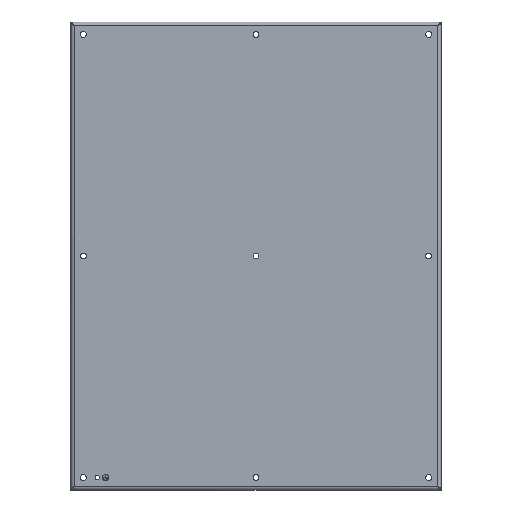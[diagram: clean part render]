
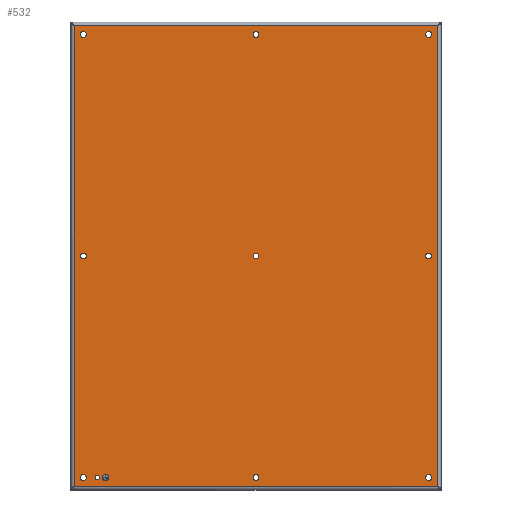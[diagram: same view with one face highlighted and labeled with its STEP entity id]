
A CAD part, top view. The second image highlights one B-rep face of the part: STEP entity #532.
In plain terms, the highlighted planar face has unit normal (0, 0, 1).
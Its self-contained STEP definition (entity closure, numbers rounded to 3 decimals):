
#54=AXIS2_PLACEMENT_3D('Circle Axis2P3D',#52,#53,$) ;
#298=AXIS2_PLACEMENT_3D('Circle Axis2P3D',#296,#297,$) ;
#312=AXIS2_PLACEMENT_3D('Plane Axis2P3D',#309,#310,#311) ;
#354=AXIS2_PLACEMENT_3D('Circle Axis2P3D',#352,#353,$) ;
#363=AXIS2_PLACEMENT_3D('Circle Axis2P3D',#361,#362,$) ;
#372=AXIS2_PLACEMENT_3D('Circle Axis2P3D',#370,#371,$) ;
#381=AXIS2_PLACEMENT_3D('Circle Axis2P3D',#379,#380,$) ;
#390=AXIS2_PLACEMENT_3D('Circle Axis2P3D',#388,#389,$) ;
#399=AXIS2_PLACEMENT_3D('Circle Axis2P3D',#397,#398,$) ;
#408=AXIS2_PLACEMENT_3D('Circle Axis2P3D',#406,#407,$) ;
#417=AXIS2_PLACEMENT_3D('Circle Axis2P3D',#415,#416,$) ;
#426=AXIS2_PLACEMENT_3D('Circle Axis2P3D',#424,#425,$) ;
#435=AXIS2_PLACEMENT_3D('Circle Axis2P3D',#433,#434,$) ;
#444=AXIS2_PLACEMENT_3D('Circle Axis2P3D',#442,#443,$) ;
#453=AXIS2_PLACEMENT_3D('Circle Axis2P3D',#451,#452,$) ;
#462=AXIS2_PLACEMENT_3D('Circle Axis2P3D',#460,#461,$) ;
#471=AXIS2_PLACEMENT_3D('Circle Axis2P3D',#469,#470,$) ;
#480=AXIS2_PLACEMENT_3D('Circle Axis2P3D',#478,#479,$) ;
#489=AXIS2_PLACEMENT_3D('Circle Axis2P3D',#487,#488,$) ;
#498=AXIS2_PLACEMENT_3D('Circle Axis2P3D',#496,#497,$) ;
#507=AXIS2_PLACEMENT_3D('Circle Axis2P3D',#505,#506,$) ;
#516=AXIS2_PLACEMENT_3D('Circle Axis2P3D',#514,#515,$) ;
#525=AXIS2_PLACEMENT_3D('Circle Axis2P3D',#523,#524,$) ;
#49=CARTESIAN_POINT('Vertex',(29.3,15.,12.)) ;
#52=CARTESIAN_POINT('Axis2P3D Location',(32.,15.,12.)) ;
#56=CARTESIAN_POINT('Vertex',(34.7,15.,12.)) ;
#296=CARTESIAN_POINT('Axis2P3D Location',(32.,15.,12.)) ;
#309=CARTESIAN_POINT('Axis2P3D Location',(223.5,282.5,12.)) ;
#314=CARTESIAN_POINT('Line Origine',(443.,282.5,12.)) ;
#318=CARTESIAN_POINT('Vertex',(443.,4.,12.)) ;
#320=CARTESIAN_POINT('Vertex',(443.,561.,12.)) ;
#323=CARTESIAN_POINT('Line Origine',(223.5,561.,12.)) ;
#327=CARTESIAN_POINT('Vertex',(4.,561.,12.)) ;
#330=CARTESIAN_POINT('Line Origine',(4.,282.5,12.)) ;
#334=CARTESIAN_POINT('Vertex',(4.,4.,12.)) ;
#337=CARTESIAN_POINT('Line Origine',(223.5,4.,12.)) ;
#352=CARTESIAN_POINT('Axis2P3D Location',(42.,15.,12.)) ;
#356=CARTESIAN_POINT('Vertex',(46.,15.,12.)) ;
#358=CARTESIAN_POINT('Vertex',(38.,15.,12.)) ;
#361=CARTESIAN_POINT('Axis2P3D Location',(42.,15.,12.)) ;
#370=CARTESIAN_POINT('Axis2P3D Location',(223.5,550.,12.)) ;
#374=CARTESIAN_POINT('Vertex',(227.1,550.,12.)) ;
#376=CARTESIAN_POINT('Vertex',(219.9,550.,12.)) ;
#379=CARTESIAN_POINT('Axis2P3D Location',(223.5,550.,12.)) ;
#388=CARTESIAN_POINT('Axis2P3D Location',(15.,550.,12.)) ;
#392=CARTESIAN_POINT('Vertex',(18.6,550.,12.)) ;
#394=CARTESIAN_POINT('Vertex',(11.4,550.,12.)) ;
#397=CARTESIAN_POINT('Axis2P3D Location',(15.,550.,12.)) ;
#406=CARTESIAN_POINT('Axis2P3D Location',(432.,550.,12.)) ;
#410=CARTESIAN_POINT('Vertex',(435.6,550.,12.)) ;
#412=CARTESIAN_POINT('Vertex',(428.4,550.,12.)) ;
#415=CARTESIAN_POINT('Axis2P3D Location',(432.,550.,12.)) ;
#424=CARTESIAN_POINT('Axis2P3D Location',(15.,282.5,12.)) ;
#428=CARTESIAN_POINT('Vertex',(18.6,282.5,12.)) ;
#430=CARTESIAN_POINT('Vertex',(11.4,282.5,12.)) ;
#433=CARTESIAN_POINT('Axis2P3D Location',(15.,282.5,12.)) ;
#442=CARTESIAN_POINT('Axis2P3D Location',(223.5,282.5,12.)) ;
#446=CARTESIAN_POINT('Vertex',(227.1,282.5,12.)) ;
#448=CARTESIAN_POINT('Vertex',(219.9,282.5,12.)) ;
#451=CARTESIAN_POINT('Axis2P3D Location',(223.5,282.5,12.)) ;
#460=CARTESIAN_POINT('Axis2P3D Location',(432.,282.5,12.)) ;
#464=CARTESIAN_POINT('Vertex',(435.6,282.5,12.)) ;
#466=CARTESIAN_POINT('Vertex',(428.4,282.5,12.)) ;
#469=CARTESIAN_POINT('Axis2P3D Location',(432.,282.5,12.)) ;
#478=CARTESIAN_POINT('Axis2P3D Location',(15.,15.,12.)) ;
#482=CARTESIAN_POINT('Vertex',(18.6,15.,12.)) ;
#484=CARTESIAN_POINT('Vertex',(11.4,15.,12.)) ;
#487=CARTESIAN_POINT('Axis2P3D Location',(15.,15.,12.)) ;
#496=CARTESIAN_POINT('Axis2P3D Location',(223.5,15.,12.)) ;
#500=CARTESIAN_POINT('Vertex',(227.1,15.,12.)) ;
#502=CARTESIAN_POINT('Vertex',(219.9,15.,12.)) ;
#505=CARTESIAN_POINT('Axis2P3D Location',(223.5,15.,12.)) ;
#514=CARTESIAN_POINT('Axis2P3D Location',(432.,15.,12.)) ;
#518=CARTESIAN_POINT('Vertex',(435.6,15.,12.)) ;
#520=CARTESIAN_POINT('Vertex',(428.4,15.,12.)) ;
#523=CARTESIAN_POINT('Axis2P3D Location',(432.,15.,12.)) ;
#53=DIRECTION('Axis2P3D Direction',(0.,0.,1.)) ;
#297=DIRECTION('Axis2P3D Direction',(0.,0.,1.)) ;
#310=DIRECTION('Axis2P3D Direction',(0.,0.,1.)) ;
#311=DIRECTION('Axis2P3D XDirection',(1.,0.,0.)) ;
#315=DIRECTION('Vector Direction',(0.,1.,0.)) ;
#324=DIRECTION('Vector Direction',(-1.,0.,0.)) ;
#331=DIRECTION('Vector Direction',(0.,-1.,0.)) ;
#338=DIRECTION('Vector Direction',(1.,0.,0.)) ;
#353=DIRECTION('Axis2P3D Direction',(0.,0.,1.)) ;
#362=DIRECTION('Axis2P3D Direction',(0.,0.,1.)) ;
#371=DIRECTION('Axis2P3D Direction',(0.,0.,1.)) ;
#380=DIRECTION('Axis2P3D Direction',(0.,0.,1.)) ;
#389=DIRECTION('Axis2P3D Direction',(0.,0.,1.)) ;
#398=DIRECTION('Axis2P3D Direction',(0.,0.,1.)) ;
#407=DIRECTION('Axis2P3D Direction',(0.,0.,1.)) ;
#416=DIRECTION('Axis2P3D Direction',(0.,0.,1.)) ;
#425=DIRECTION('Axis2P3D Direction',(0.,0.,1.)) ;
#434=DIRECTION('Axis2P3D Direction',(0.,0.,1.)) ;
#443=DIRECTION('Axis2P3D Direction',(0.,0.,1.)) ;
#452=DIRECTION('Axis2P3D Direction',(0.,0.,1.)) ;
#461=DIRECTION('Axis2P3D Direction',(0.,0.,1.)) ;
#470=DIRECTION('Axis2P3D Direction',(0.,0.,1.)) ;
#479=DIRECTION('Axis2P3D Direction',(0.,0.,1.)) ;
#488=DIRECTION('Axis2P3D Direction',(0.,0.,1.)) ;
#497=DIRECTION('Axis2P3D Direction',(0.,0.,1.)) ;
#506=DIRECTION('Axis2P3D Direction',(0.,0.,1.)) ;
#515=DIRECTION('Axis2P3D Direction',(0.,0.,1.)) ;
#524=DIRECTION('Axis2P3D Direction',(0.,0.,1.)) ;
#316=VECTOR('Line Direction',#315,1.) ;
#325=VECTOR('Line Direction',#324,1.) ;
#332=VECTOR('Line Direction',#331,1.) ;
#339=VECTOR('Line Direction',#338,1.) ;
#343=ORIENTED_EDGE('',*,*,#322,.T.) ;
#344=ORIENTED_EDGE('',*,*,#329,.T.) ;
#345=ORIENTED_EDGE('',*,*,#336,.T.) ;
#346=ORIENTED_EDGE('',*,*,#341,.T.) ;
#349=ORIENTED_EDGE('',*,*,#300,.F.) ;
#350=ORIENTED_EDGE('',*,*,#58,.F.) ;
#367=ORIENTED_EDGE('',*,*,#360,.F.) ;
#368=ORIENTED_EDGE('',*,*,#365,.F.) ;
#385=ORIENTED_EDGE('',*,*,#378,.F.) ;
#386=ORIENTED_EDGE('',*,*,#383,.F.) ;
#403=ORIENTED_EDGE('',*,*,#396,.F.) ;
#404=ORIENTED_EDGE('',*,*,#401,.F.) ;
#421=ORIENTED_EDGE('',*,*,#414,.F.) ;
#422=ORIENTED_EDGE('',*,*,#419,.F.) ;
#439=ORIENTED_EDGE('',*,*,#432,.F.) ;
#440=ORIENTED_EDGE('',*,*,#437,.F.) ;
#457=ORIENTED_EDGE('',*,*,#450,.F.) ;
#458=ORIENTED_EDGE('',*,*,#455,.F.) ;
#475=ORIENTED_EDGE('',*,*,#468,.F.) ;
#476=ORIENTED_EDGE('',*,*,#473,.F.) ;
#493=ORIENTED_EDGE('',*,*,#486,.F.) ;
#494=ORIENTED_EDGE('',*,*,#491,.F.) ;
#511=ORIENTED_EDGE('',*,*,#504,.F.) ;
#512=ORIENTED_EDGE('',*,*,#509,.F.) ;
#529=ORIENTED_EDGE('',*,*,#522,.F.) ;
#530=ORIENTED_EDGE('',*,*,#527,.F.) ;
#351=FACE_BOUND('',#348,.T.) ;
#369=FACE_BOUND('',#366,.T.) ;
#387=FACE_BOUND('',#384,.T.) ;
#405=FACE_BOUND('',#402,.T.) ;
#423=FACE_BOUND('',#420,.T.) ;
#441=FACE_BOUND('',#438,.T.) ;
#459=FACE_BOUND('',#456,.T.) ;
#477=FACE_BOUND('',#474,.T.) ;
#495=FACE_BOUND('',#492,.T.) ;
#513=FACE_BOUND('',#510,.T.) ;
#531=FACE_BOUND('',#528,.T.) ;
#532=ADVANCED_FACE('ECKE NORM',(#347,#351,#369,#387,#405,#423,#441,#459,#477,#495,#513,#531),#313,.T.) ;
#55=CIRCLE('generated circle',#54,2.7) ;
#299=CIRCLE('generated circle',#298,2.7) ;
#355=CIRCLE('generated circle',#354,4.) ;
#364=CIRCLE('generated circle',#363,4.) ;
#373=CIRCLE('generated circle',#372,3.6) ;
#382=CIRCLE('generated circle',#381,3.6) ;
#391=CIRCLE('generated circle',#390,3.6) ;
#400=CIRCLE('generated circle',#399,3.6) ;
#409=CIRCLE('generated circle',#408,3.6) ;
#418=CIRCLE('generated circle',#417,3.6) ;
#427=CIRCLE('generated circle',#426,3.6) ;
#436=CIRCLE('generated circle',#435,3.6) ;
#445=CIRCLE('generated circle',#444,3.6) ;
#454=CIRCLE('generated circle',#453,3.6) ;
#463=CIRCLE('generated circle',#462,3.6) ;
#472=CIRCLE('generated circle',#471,3.6) ;
#481=CIRCLE('generated circle',#480,3.6) ;
#490=CIRCLE('generated circle',#489,3.6) ;
#499=CIRCLE('generated circle',#498,3.6) ;
#508=CIRCLE('generated circle',#507,3.6) ;
#517=CIRCLE('generated circle',#516,3.6) ;
#526=CIRCLE('generated circle',#525,3.6) ;
#58=EDGE_CURVE('',#50,#57,#55,.T.) ;
#300=EDGE_CURVE('',#57,#50,#299,.T.) ;
#322=EDGE_CURVE('',#319,#321,#317,.T.) ;
#329=EDGE_CURVE('',#321,#328,#326,.T.) ;
#336=EDGE_CURVE('',#328,#335,#333,.T.) ;
#341=EDGE_CURVE('',#335,#319,#340,.T.) ;
#360=EDGE_CURVE('',#357,#359,#355,.T.) ;
#365=EDGE_CURVE('',#359,#357,#364,.T.) ;
#378=EDGE_CURVE('',#375,#377,#373,.T.) ;
#383=EDGE_CURVE('',#377,#375,#382,.T.) ;
#396=EDGE_CURVE('',#393,#395,#391,.T.) ;
#401=EDGE_CURVE('',#395,#393,#400,.T.) ;
#414=EDGE_CURVE('',#411,#413,#409,.T.) ;
#419=EDGE_CURVE('',#413,#411,#418,.T.) ;
#432=EDGE_CURVE('',#429,#431,#427,.T.) ;
#437=EDGE_CURVE('',#431,#429,#436,.T.) ;
#450=EDGE_CURVE('',#447,#449,#445,.T.) ;
#455=EDGE_CURVE('',#449,#447,#454,.T.) ;
#468=EDGE_CURVE('',#465,#467,#463,.T.) ;
#473=EDGE_CURVE('',#467,#465,#472,.T.) ;
#486=EDGE_CURVE('',#483,#485,#481,.T.) ;
#491=EDGE_CURVE('',#485,#483,#490,.T.) ;
#504=EDGE_CURVE('',#501,#503,#499,.T.) ;
#509=EDGE_CURVE('',#503,#501,#508,.T.) ;
#522=EDGE_CURVE('',#519,#521,#517,.T.) ;
#527=EDGE_CURVE('',#521,#519,#526,.T.) ;
#342=EDGE_LOOP('',(#343,#344,#345,#346)) ;
#348=EDGE_LOOP('',(#349,#350)) ;
#366=EDGE_LOOP('',(#367,#368)) ;
#384=EDGE_LOOP('',(#385,#386)) ;
#402=EDGE_LOOP('',(#403,#404)) ;
#420=EDGE_LOOP('',(#421,#422)) ;
#438=EDGE_LOOP('',(#439,#440)) ;
#456=EDGE_LOOP('',(#457,#458)) ;
#474=EDGE_LOOP('',(#475,#476)) ;
#492=EDGE_LOOP('',(#493,#494)) ;
#510=EDGE_LOOP('',(#511,#512)) ;
#528=EDGE_LOOP('',(#529,#530)) ;
#347=FACE_OUTER_BOUND('',#342,.T.) ;
#317=LINE('Line',#314,#316) ;
#326=LINE('Line',#323,#325) ;
#333=LINE('Line',#330,#332) ;
#340=LINE('Line',#337,#339) ;
#313=PLANE('',#312) ;
#50=VERTEX_POINT('',#49) ;
#57=VERTEX_POINT('',#56) ;
#319=VERTEX_POINT('',#318) ;
#321=VERTEX_POINT('',#320) ;
#328=VERTEX_POINT('',#327) ;
#335=VERTEX_POINT('',#334) ;
#357=VERTEX_POINT('',#356) ;
#359=VERTEX_POINT('',#358) ;
#375=VERTEX_POINT('',#374) ;
#377=VERTEX_POINT('',#376) ;
#393=VERTEX_POINT('',#392) ;
#395=VERTEX_POINT('',#394) ;
#411=VERTEX_POINT('',#410) ;
#413=VERTEX_POINT('',#412) ;
#429=VERTEX_POINT('',#428) ;
#431=VERTEX_POINT('',#430) ;
#447=VERTEX_POINT('',#446) ;
#449=VERTEX_POINT('',#448) ;
#465=VERTEX_POINT('',#464) ;
#467=VERTEX_POINT('',#466) ;
#483=VERTEX_POINT('',#482) ;
#485=VERTEX_POINT('',#484) ;
#501=VERTEX_POINT('',#500) ;
#503=VERTEX_POINT('',#502) ;
#519=VERTEX_POINT('',#518) ;
#521=VERTEX_POINT('',#520) ;
